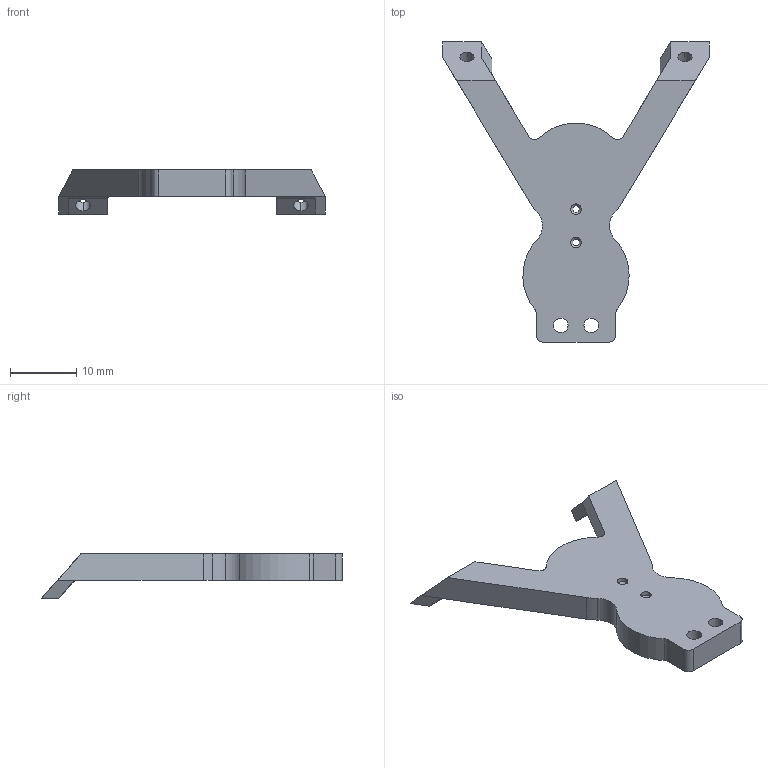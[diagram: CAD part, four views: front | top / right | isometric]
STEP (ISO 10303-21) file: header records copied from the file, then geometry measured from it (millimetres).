
FILE_DESCRIPTION (( 'STEP AP214' ), '1' );
FILE_NAME ('Magnet_Bottom.STEP', '2024-04-23T22:37:00', ( '' ), ( '' ), 'SwSTEP 2.0', 'SolidWorks 2024', '' );
FILE_SCHEMA (( 'AUTOMOTIVE_DESIGN' ));
Length unit declared in the file: millimetre
Products named in the file (1): Magnet_Bottom
Bounding box: 40.18 x 45.21 x 6.65 mm (x, y, z)
Volume: 2181.1 mm3; surface area: 2147.8 mm2
Topology: 1 solids, 1 shells, 70 faces, 186 edges, 120 vertices
Faces by surface type: cylinder 43, plane 23, cone 4
Entity records: 2247 total; most frequent: DIRECTION 410, CARTESIAN_POINT 389, ORIENTED_EDGE 372, EDGE_CURVE 186, AXIS2_PLACEMENT_3D 157, VERTEX_POINT 120, VECTOR 96, LINE 96
